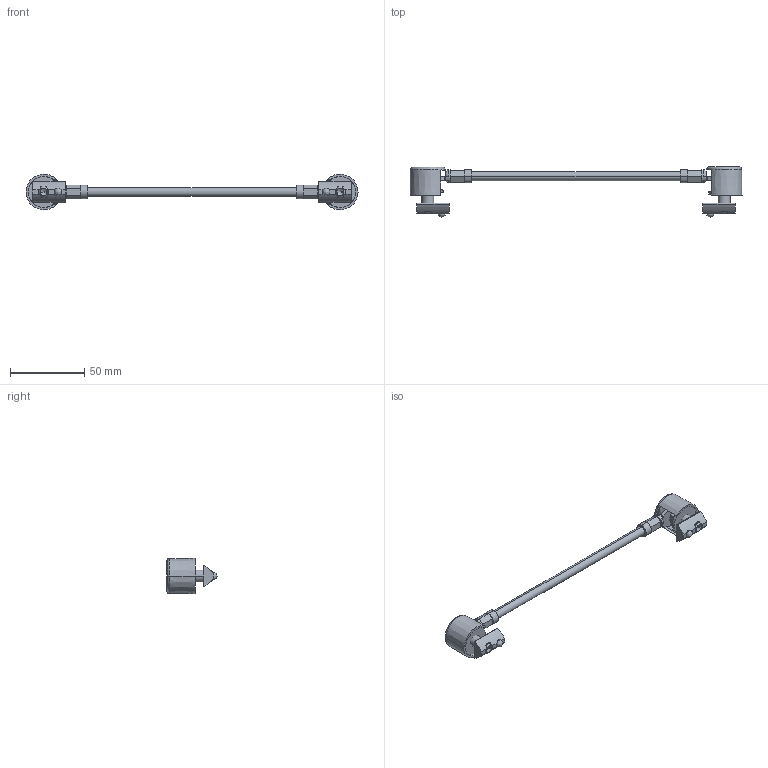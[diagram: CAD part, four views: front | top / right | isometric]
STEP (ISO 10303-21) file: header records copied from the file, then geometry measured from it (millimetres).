
FILE_DESCRIPTION (( 'STEP AP203' ), '1' );
FILE_NAME ('286522100_c_1.STEP', '2023-04-16T20:22:01', ( '' ), ( '' ), 'SwSTEP 2.0', 'SolidWorks 2014', '' );
FILE_SCHEMA (( 'CONFIG_CONTROL_DESIGN' ));
Length unit declared in the file: millimetre
Products named in the file (8): 286522100_c_1; _093099S01ISO4035M8; _093099S01D678A8; _093099S01TSNS8M8; _093099S01cc; _093099S01D916M8x30; _093099S01EL; _093099S01DIN6923M8
Assembly tree (13 placements, depth 2):
  286522100_c_1
    _093099S01EL
    _093099S01D916M8x30  x2
    _093099S01D678A8  x2
    _093099S01ISO4035M8  x2
    _093099S01DIN6923M8  x2
    _093099S01cc  x2
    _093099S01TSNS8M8  x2
Bounding box: 224 x 33.9 x 23.98 mm (x, y, z)
Volume: 21100.1 mm3; surface area: 19293.4 mm2
Topology: 13 solids, 13 shells, 332 faces, 780 edges, 486 vertices
Faces by surface type: plane 112, cone 92, cylinder 68, bspline 60
Entity records: 8017 total; most frequent: CARTESIAN_POINT 2627, ORIENTED_EDGE 922, DIRECTION 921, EDGE_CURVE 461, AXIS2_PLACEMENT_3D 375, VERTEX_POINT 291, EDGE_LOOP 218, CIRCLE 196
